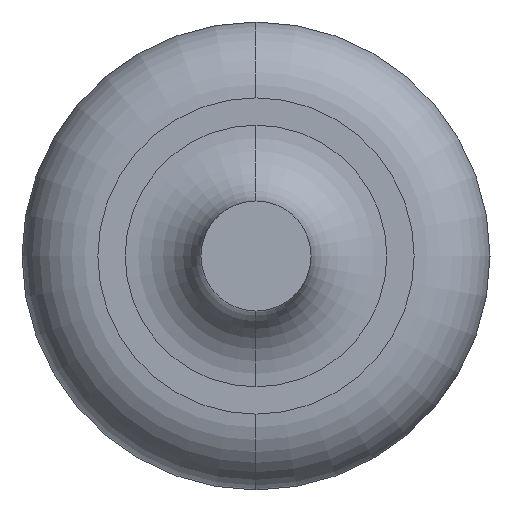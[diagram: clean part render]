
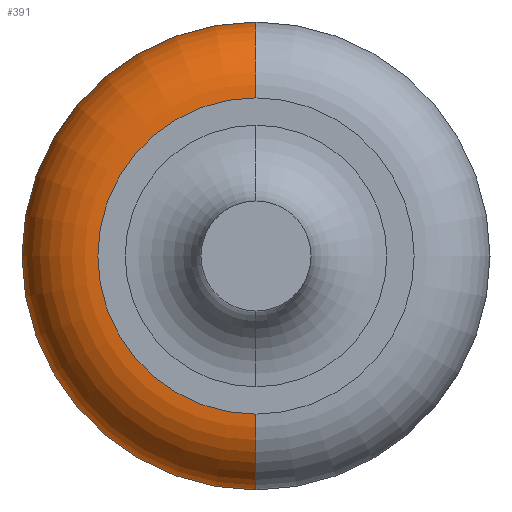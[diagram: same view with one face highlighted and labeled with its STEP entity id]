
A CAD part, left-side view. The second image highlights one B-rep face of the part: STEP entity #391.
In plain terms, the highlighted toroidal (fillet/blend) face has major radius 0.73 mm and minor radius 0.35 mm.
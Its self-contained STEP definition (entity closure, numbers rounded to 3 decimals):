
#19 = FACE_OUTER_BOUND ( 'NONE', #552, .T. ) ;
#67 = AXIS2_PLACEMENT_3D ( 'NONE', #450, #451, #452 ) ;
#68 = AXIS2_PLACEMENT_3D ( 'NONE', #454, #455, #456 ) ;
#125 = AXIS2_PLACEMENT_3D ( 'NONE', #418, #156, #157 ) ;
#156 = DIRECTION ( 'NONE',  ( -1., 0., 0. ) ) ;
#157 = DIRECTION ( 'NONE',  ( 0., 0., 1. ) ) ;
#182 = AXIS2_PLACEMENT_3D ( 'NONE', #689, #690, #691 ) ;
#183 = AXIS2_PLACEMENT_3D ( 'NONE', #693, #694, #695 ) ;
#208 = CARTESIAN_POINT ( 'NONE',  ( -3.175, 0., -0.73 ) ) ;
#220 = CARTESIAN_POINT ( 'NONE',  ( -3.175, 0., 0.73 ) ) ;
#282 = EDGE_CURVE ( 'NONE', #479, #483, #550, .T. ) ;
#283 = EDGE_CURVE ( 'NONE', #553, #500, #530, .T. ) ;
#391 = ADVANCED_FACE ( 'NONE', ( #19 ), #402, .T. ) ;
#402 = TOROIDAL_SURFACE ( 'NONE', #125, 0.73, 0.35 ) ;
#418 = CARTESIAN_POINT ( 'NONE',  ( -2.825, 0., 0. ) ) ;
#438 = CARTESIAN_POINT ( 'NONE',  ( -2.825, 0., -1.08 ) ) ;
#443 = CARTESIAN_POINT ( 'NONE',  ( -2.825, 0., 1.08 ) ) ;
#450 = CARTESIAN_POINT ( 'NONE',  ( -2.825, 0., -0.73 ) ) ;
#451 = DIRECTION ( 'NONE',  ( 0., 1., 0. ) ) ;
#452 = DIRECTION ( 'NONE',  ( 0., 0., 1. ) ) ;
#454 = CARTESIAN_POINT ( 'NONE',  ( -2.825, 0., 0.73 ) ) ;
#455 = DIRECTION ( 'NONE',  ( 0., -1., 0. ) ) ;
#456 = DIRECTION ( 'NONE',  ( 0., 0., -1. ) ) ;
#479 = VERTEX_POINT ( 'NONE', #220 ) ;
#483 = VERTEX_POINT ( 'NONE', #208 ) ;
#500 = VERTEX_POINT ( 'NONE', #438 ) ;
#513 = ORIENTED_EDGE ( 'NONE', *, *, #637, .T. ) ;
#530 = CIRCLE ( 'NONE', #183, 1.08 ) ;
#550 = CIRCLE ( 'NONE', #182, 0.73 ) ;
#552 = EDGE_LOOP ( 'NONE', ( #597, #513, #630, #636 ) ) ;
#553 = VERTEX_POINT ( 'NONE', #443 ) ;
#597 = ORIENTED_EDGE ( 'NONE', *, *, #283, .T. ) ;
#630 = ORIENTED_EDGE ( 'NONE', *, *, #282, .F. ) ;
#636 = ORIENTED_EDGE ( 'NONE', *, *, #638, .F. ) ;
#637 = EDGE_CURVE ( 'NONE', #500, #483, #723, .T. ) ;
#638 = EDGE_CURVE ( 'NONE', #553, #479, #715, .T. ) ;
#689 = CARTESIAN_POINT ( 'NONE',  ( -3.175, 0., 0. ) ) ;
#690 = DIRECTION ( 'NONE',  ( -1., 0., 0. ) ) ;
#691 = DIRECTION ( 'NONE',  ( 0., 0., 1. ) ) ;
#693 = CARTESIAN_POINT ( 'NONE',  ( -2.825, 0., 0. ) ) ;
#694 = DIRECTION ( 'NONE',  ( -1., 0., 0. ) ) ;
#695 = DIRECTION ( 'NONE',  ( 0., 0., 1. ) ) ;
#715 = CIRCLE ( 'NONE', #68, 0.35 ) ;
#723 = CIRCLE ( 'NONE', #67, 0.35 ) ;
